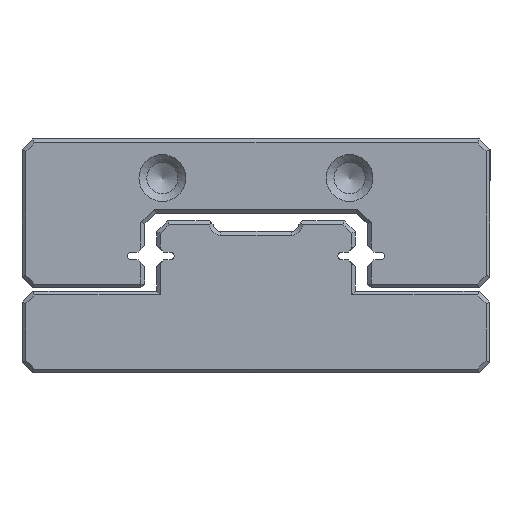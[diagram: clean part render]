
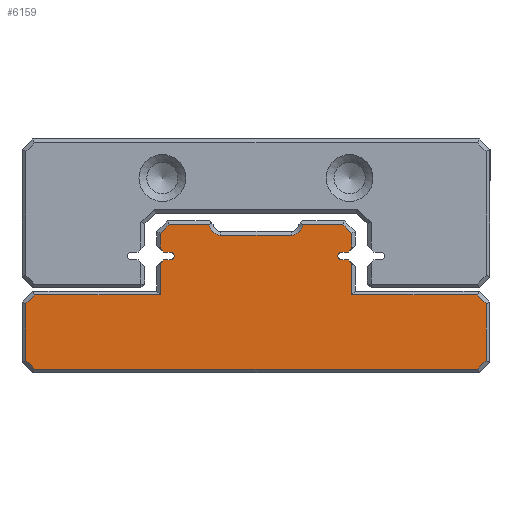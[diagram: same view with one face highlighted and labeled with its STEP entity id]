
A CAD part, left-side view. The second image highlights one B-rep face of the part: STEP entity #6159.
In plain terms, the highlighted planar face has unit normal (-1, 0, 0).
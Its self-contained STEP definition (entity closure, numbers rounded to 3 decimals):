
#5761=CIRCLE('',#28075,0.25);
#5767=CIRCLE('',#28093,0.25);
#5773=CIRCLE('',#28105,0.75);
#5774=CIRCLE('',#28106,0.75);
#6159=ADVANCED_FACE('',(#8558),#7583,.T.);
#7583=PLANE('',#28107);
#8558=FACE_OUTER_BOUND('',#9634,.T.);
#9634=EDGE_LOOP('',(#11699,#11700,#11701,#11702,#11703,#11704,#11705,#11706,
#11707,#11708,#11709,#11710,#11711,#11712,#11713,#11714,#11715,#11716,#11717,
#11718,#11719,#11720,#11721,#11722,#11723,#11724,#11725,#11726,#11727,#11728));
#11699=ORIENTED_EDGE('',*,*,#20226,.T.);
#11700=ORIENTED_EDGE('',*,*,#20227,.T.);
#11701=ORIENTED_EDGE('',*,*,#20228,.T.);
#11702=ORIENTED_EDGE('',*,*,#20229,.T.);
#11703=ORIENTED_EDGE('',*,*,#20230,.T.);
#11704=ORIENTED_EDGE('',*,*,#20231,.T.);
#11705=ORIENTED_EDGE('',*,*,#20232,.T.);
#11706=ORIENTED_EDGE('',*,*,#20152,.F.);
#11707=ORIENTED_EDGE('',*,*,#20146,.F.);
#11708=ORIENTED_EDGE('',*,*,#20143,.F.);
#11709=ORIENTED_EDGE('',*,*,#20140,.F.);
#11710=ORIENTED_EDGE('',*,*,#20138,.F.);
#11711=ORIENTED_EDGE('',*,*,#20233,.T.);
#11712=ORIENTED_EDGE('',*,*,#20234,.T.);
#11713=ORIENTED_EDGE('',*,*,#20235,.T.);
#11714=ORIENTED_EDGE('',*,*,#20236,.T.);
#11715=ORIENTED_EDGE('',*,*,#20237,.T.);
#11716=ORIENTED_EDGE('',*,*,#20238,.T.);
#11717=ORIENTED_EDGE('',*,*,#20239,.T.);
#11718=ORIENTED_EDGE('',*,*,#20240,.T.);
#11719=ORIENTED_EDGE('',*,*,#20241,.T.);
#11720=ORIENTED_EDGE('',*,*,#20242,.T.);
#11721=ORIENTED_EDGE('',*,*,#20243,.T.);
#11722=ORIENTED_EDGE('',*,*,#20196,.F.);
#11723=ORIENTED_EDGE('',*,*,#20190,.F.);
#11724=ORIENTED_EDGE('',*,*,#20187,.F.);
#11725=ORIENTED_EDGE('',*,*,#20184,.F.);
#11726=ORIENTED_EDGE('',*,*,#20182,.F.);
#11727=ORIENTED_EDGE('',*,*,#20244,.T.);
#11728=ORIENTED_EDGE('',*,*,#20245,.T.);
#17917=VERTEX_POINT('',#35493);
#17918=VERTEX_POINT('',#35495);
#17919=VERTEX_POINT('',#35499);
#17921=VERTEX_POINT('',#35505);
#17923=VERTEX_POINT('',#35511);
#17928=VERTEX_POINT('',#35523);
#17953=VERTEX_POINT('',#35585);
#17954=VERTEX_POINT('',#35587);
#17955=VERTEX_POINT('',#35591);
#17957=VERTEX_POINT('',#35597);
#17959=VERTEX_POINT('',#35603);
#17964=VERTEX_POINT('',#35615);
#17989=VERTEX_POINT('',#35674);
#17990=VERTEX_POINT('',#35675);
#17991=VERTEX_POINT('',#35677);
#17992=VERTEX_POINT('',#35679);
#17993=VERTEX_POINT('',#35681);
#17994=VERTEX_POINT('',#35683);
#17995=VERTEX_POINT('',#35685);
#17996=VERTEX_POINT('',#35688);
#17997=VERTEX_POINT('',#35690);
#17998=VERTEX_POINT('',#35692);
#17999=VERTEX_POINT('',#35694);
#18000=VERTEX_POINT('',#35696);
#18001=VERTEX_POINT('',#35698);
#18002=VERTEX_POINT('',#35700);
#18003=VERTEX_POINT('',#35702);
#18004=VERTEX_POINT('',#35704);
#18005=VERTEX_POINT('',#35706);
#18006=VERTEX_POINT('',#35709);
#20138=EDGE_CURVE('',#17917,#17918,#23275,.T.);
#20140=EDGE_CURVE('',#17918,#17919,#23277,.T.);
#20143=EDGE_CURVE('',#17919,#17921,#5761,.T.);
#20146=EDGE_CURVE('',#17921,#17923,#23281,.T.);
#20152=EDGE_CURVE('',#17923,#17928,#23287,.T.);
#20182=EDGE_CURVE('',#17953,#17954,#23313,.T.);
#20184=EDGE_CURVE('',#17954,#17955,#23315,.T.);
#20187=EDGE_CURVE('',#17955,#17957,#5767,.T.);
#20190=EDGE_CURVE('',#17957,#17959,#23319,.T.);
#20196=EDGE_CURVE('',#17959,#17964,#23325,.T.);
#20226=EDGE_CURVE('',#17989,#17990,#23351,.T.);
#20227=EDGE_CURVE('',#17990,#17991,#5773,.T.);
#20228=EDGE_CURVE('',#17991,#17992,#23352,.T.);
#20229=EDGE_CURVE('',#17992,#17993,#5774,.T.);
#20230=EDGE_CURVE('',#17993,#17994,#23353,.T.);
#20231=EDGE_CURVE('',#17994,#17995,#23354,.T.);
#20232=EDGE_CURVE('',#17995,#17928,#23355,.T.);
#20233=EDGE_CURVE('',#17917,#17996,#23356,.T.);
#20234=EDGE_CURVE('',#17996,#17997,#23357,.T.);
#20235=EDGE_CURVE('',#17997,#17998,#23358,.T.);
#20236=EDGE_CURVE('',#17998,#17999,#23359,.T.);
#20237=EDGE_CURVE('',#17999,#18000,#23360,.T.);
#20238=EDGE_CURVE('',#18000,#18001,#23361,.T.);
#20239=EDGE_CURVE('',#18001,#18002,#23362,.T.);
#20240=EDGE_CURVE('',#18002,#18003,#23363,.T.);
#20241=EDGE_CURVE('',#18003,#18004,#23364,.T.);
#20242=EDGE_CURVE('',#18004,#18005,#23365,.T.);
#20243=EDGE_CURVE('',#18005,#17964,#23366,.T.);
#20244=EDGE_CURVE('',#17953,#18006,#23367,.T.);
#20245=EDGE_CURVE('',#18006,#17989,#23368,.T.);
#23275=LINE('',#35494,#25667);
#23277=LINE('',#35498,#25669);
#23281=LINE('',#35510,#25673);
#23287=LINE('',#35522,#25679);
#23313=LINE('',#35586,#25705);
#23315=LINE('',#35590,#25707);
#23319=LINE('',#35602,#25711);
#23325=LINE('',#35614,#25717);
#23351=LINE('',#35673,#25743);
#23352=LINE('',#35678,#25744);
#23353=LINE('',#35682,#25745);
#23354=LINE('',#35684,#25746);
#23355=LINE('',#35686,#25747);
#23356=LINE('',#35687,#25748);
#23357=LINE('',#35689,#25749);
#23358=LINE('',#35691,#25750);
#23359=LINE('',#35693,#25751);
#23360=LINE('',#35695,#25752);
#23361=LINE('',#35697,#25753);
#23362=LINE('',#35699,#25754);
#23363=LINE('',#35701,#25755);
#23364=LINE('',#35703,#25756);
#23365=LINE('',#35705,#25757);
#23366=LINE('',#35707,#25758);
#23367=LINE('',#35708,#25759);
#23368=LINE('',#35710,#25760);
#25667=VECTOR('',#29783,1.);
#25669=VECTOR('',#29787,1.);
#25673=VECTOR('',#29799,1.);
#25679=VECTOR('',#29807,1.);
#25705=VECTOR('',#29857,1.);
#25707=VECTOR('',#29861,1.);
#25711=VECTOR('',#29873,1.);
#25717=VECTOR('',#29881,1.);
#25743=VECTOR('',#29923,1.);
#25744=VECTOR('',#29926,1.);
#25745=VECTOR('',#29929,1.);
#25746=VECTOR('',#29930,1.);
#25747=VECTOR('',#29931,1.);
#25748=VECTOR('',#29932,1.);
#25749=VECTOR('',#29933,1.);
#25750=VECTOR('',#29934,1.);
#25751=VECTOR('',#29935,1.);
#25752=VECTOR('',#29936,1.);
#25753=VECTOR('',#29937,1.);
#25754=VECTOR('',#29938,1.);
#25755=VECTOR('',#29939,1.);
#25756=VECTOR('',#29940,1.);
#25757=VECTOR('',#29941,1.);
#25758=VECTOR('',#29942,1.);
#25759=VECTOR('',#29943,1.);
#25760=VECTOR('',#29944,1.);
#28075=AXIS2_PLACEMENT_3D('',#35504,#29792,#29793);
#28093=AXIS2_PLACEMENT_3D('',#35596,#29866,#29867);
#28105=AXIS2_PLACEMENT_3D('',#35676,#29924,#29925);
#28106=AXIS2_PLACEMENT_3D('',#35680,#29927,#29928);
#28107=AXIS2_PLACEMENT_3D('',#35711,#29945,#29946);
#29783=DIRECTION('',(0.,-0.707,0.707));
#29787=DIRECTION('',(0.,-1.,0.));
#29792=DIRECTION('',(-1.,0.,0.));
#29793=DIRECTION('',(0.,1.,0.));
#29799=DIRECTION('',(0.,1.,0.));
#29807=DIRECTION('',(0.,0.707,0.707));
#29857=DIRECTION('',(0.,0.707,-0.707));
#29861=DIRECTION('',(0.,1.,0.));
#29866=DIRECTION('',(-1.,0.,0.));
#29867=DIRECTION('',(0.,1.,0.));
#29873=DIRECTION('',(0.,-1.,0.));
#29881=DIRECTION('',(0.,-0.707,-0.707));
#29923=DIRECTION('',(0.,1.,0.));
#29924=DIRECTION('',(1.,0.,0.));
#29925=DIRECTION('',(0.,0.,1.));
#29926=DIRECTION('',(0.,1.,0.));
#29927=DIRECTION('',(1.,0.,0.));
#29928=DIRECTION('',(0.,0.,1.));
#29929=DIRECTION('',(0.,1.,0.));
#29930=DIRECTION('',(0.,0.707,-0.707));
#29931=DIRECTION('',(0.,0.,-1.));
#29932=DIRECTION('',(0.,0.,-1.));
#29933=DIRECTION('',(0.,1.,0.));
#29934=DIRECTION('',(0.,0.707,-0.707));
#29935=DIRECTION('',(0.,0.,-1.));
#29936=DIRECTION('',(0.,-0.707,-0.707));
#29937=DIRECTION('',(0.,-1.,0.));
#29938=DIRECTION('',(0.,-0.707,0.707));
#29939=DIRECTION('',(0.,0.,1.));
#29940=DIRECTION('',(0.,0.707,0.707));
#29941=DIRECTION('',(0.,1.,0.));
#29942=DIRECTION('',(0.,0.,1.));
#29943=DIRECTION('',(0.,0.,1.));
#29944=DIRECTION('',(0.,0.707,0.707));
#29945=DIRECTION('',(-1.,0.,0.));
#29946=DIRECTION('',(0.,0.,-1.));
#35493=CARTESIAN_POINT('',(80.,21.125,7.064));
#35494=CARTESIAN_POINT('',(80.,21.375,6.814));
#35495=CARTESIAN_POINT('',(80.,20.939,7.25));
#35498=CARTESIAN_POINT('',(80.,20.939,7.25));
#35499=CARTESIAN_POINT('',(80.,20.5,7.25));
#35504=CARTESIAN_POINT('',(80.,20.5,7.5));
#35505=CARTESIAN_POINT('',(80.,20.5,7.75));
#35510=CARTESIAN_POINT('',(80.,20.5,7.75));
#35511=CARTESIAN_POINT('',(80.,20.939,7.75));
#35522=CARTESIAN_POINT('',(80.,20.939,7.75));
#35523=CARTESIAN_POINT('',(80.,21.125,7.936));
#35585=CARTESIAN_POINT('',(80.,8.875,7.936));
#35586=CARTESIAN_POINT('',(80.,8.625,8.186));
#35587=CARTESIAN_POINT('',(80.,9.061,7.75));
#35590=CARTESIAN_POINT('',(80.,9.061,7.75));
#35591=CARTESIAN_POINT('',(80.,9.5,7.75));
#35596=CARTESIAN_POINT('',(80.,9.5,7.5));
#35597=CARTESIAN_POINT('',(80.,9.5,7.25));
#35602=CARTESIAN_POINT('',(80.,9.5,7.25));
#35603=CARTESIAN_POINT('',(80.,9.061,7.25));
#35614=CARTESIAN_POINT('',(80.,9.061,7.25));
#35615=CARTESIAN_POINT('',(80.,8.875,7.064));
#35673=CARTESIAN_POINT('',(80.,12.25,9.5));
#35674=CARTESIAN_POINT('',(80.,9.429,9.5));
#35675=CARTESIAN_POINT('',(80.,12.004,9.5));
#35676=CARTESIAN_POINT('',(80.,12.75,9.575));
#35677=CARTESIAN_POINT('',(80.,12.75,8.825));
#35678=CARTESIAN_POINT('',(80.,17.25,8.825));
#35679=CARTESIAN_POINT('',(80.,17.25,8.825));
#35680=CARTESIAN_POINT('',(80.,17.25,9.575));
#35681=CARTESIAN_POINT('',(80.,17.996,9.5));
#35682=CARTESIAN_POINT('',(80.,20.675,9.5));
#35683=CARTESIAN_POINT('',(80.,20.571,9.5));
#35684=CARTESIAN_POINT('',(80.,21.536,8.536));
#35685=CARTESIAN_POINT('',(80.,21.125,8.946));
#35686=CARTESIAN_POINT('',(80.,21.125,8.186));
#35687=CARTESIAN_POINT('',(80.,21.125,5.25));
#35688=CARTESIAN_POINT('',(80.,21.125,5.));
#35689=CARTESIAN_POINT('',(80.,29.3,5.));
#35690=CARTESIAN_POINT('',(80.,29.196,5.));
#35691=CARTESIAN_POINT('',(80.,23.598,10.598));
#35692=CARTESIAN_POINT('',(80.,29.75,4.446));
#35693=CARTESIAN_POINT('',(80.,29.75,0.7));
#35694=CARTESIAN_POINT('',(80.,29.75,0.804));
#35695=CARTESIAN_POINT('',(80.,28.473,-0.473));
#35696=CARTESIAN_POINT('',(80.,29.196,0.25));
#35697=CARTESIAN_POINT('',(80.,0.7,0.25));
#35698=CARTESIAN_POINT('',(80.,0.804,0.25));
#35699=CARTESIAN_POINT('',(80.,7.027,-5.973));
#35700=CARTESIAN_POINT('',(80.,0.25,0.804));
#35701=CARTESIAN_POINT('',(80.,0.25,4.55));
#35702=CARTESIAN_POINT('',(80.,0.25,4.446));
#35703=CARTESIAN_POINT('',(80.,11.902,16.098));
#35704=CARTESIAN_POINT('',(80.,0.804,5.));
#35705=CARTESIAN_POINT('',(80.,8.625,5.));
#35706=CARTESIAN_POINT('',(80.,8.875,5.));
#35707=CARTESIAN_POINT('',(80.,8.875,6.814));
#35708=CARTESIAN_POINT('',(80.,8.875,9.05));
#35709=CARTESIAN_POINT('',(80.,8.875,8.946));
#35710=CARTESIAN_POINT('',(80.,13.964,14.036));
#35711=CARTESIAN_POINT('',(80.,20.5,7.5));
